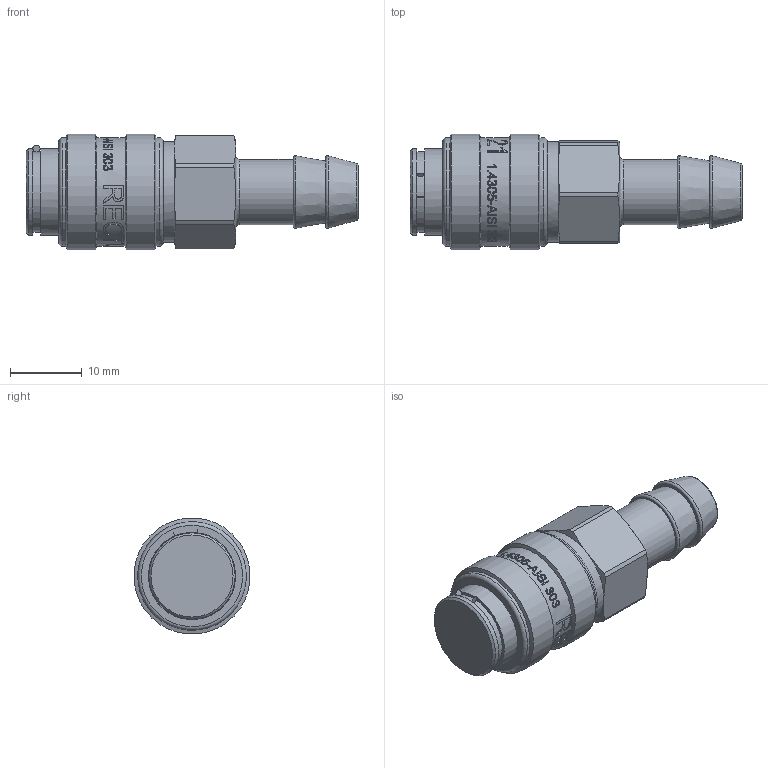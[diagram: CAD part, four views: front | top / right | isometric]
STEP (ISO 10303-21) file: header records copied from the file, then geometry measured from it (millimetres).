
FILE_DESCRIPTION((''),'2;1');
FILE_NAME('21katf09rvx.stp','2015-02-24T08:03:31',('IA176480'),(''),'Autodesk Inventor 2013','Autodesk Inventor 2013','');
FILE_SCHEMA(('AUTOMOTIVE_DESIGN { 1 0 10303 214 1 1 1 1 }'));
Length unit declared in the file: millimetre
Products named in the file (1): D113460
Bounding box: 46.15 x 16.12 x 16.12 mm (x, y, z)
Volume: 5793.6 mm3; surface area: 3892.3 mm2
Topology: 2 solids, 6 shells, 410 faces, 1036 edges, 680 vertices
Faces by surface type: bspline 174, plane 134, cylinder 65, cone 27, torus 10
Full cylindrical faces by diameter (mm): 9.05 x1, 10.596 x2, 10.7 x1, 11.15 x1, 11.4 x1, 12 x3, 12.15 x2, 13.8 x1, 14 x4, 15.1 x3, 16.15 x2
Entity records: 56161 total; most frequent: CARTESIAN_POINT 47439, ORIENTED_EDGE 1960, DIRECTION 1120, EDGE_CURVE 980, VERTEX_POINT 670, EDGE_LOOP 508, B_SPLINE_CURVE_WITH_KNOTS 459, FACE_OUTER_BOUND 410
